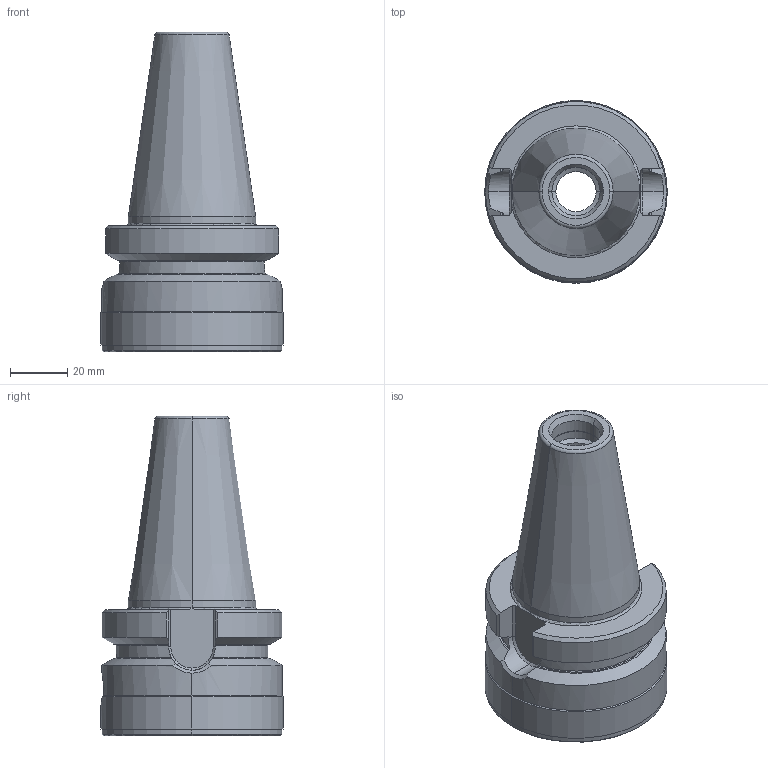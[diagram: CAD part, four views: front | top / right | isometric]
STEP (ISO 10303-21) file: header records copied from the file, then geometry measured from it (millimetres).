
FILE_DESCRIPTION(('no description'),'unknown implementation level');
FILE_NAME('9ED5062C-C81C-49AD-8384-73F75E9A2D88_export.stp',' ',('CIMSOURCE GmbH'),('CADClick - KiM GmbH - www.kimweb.de'),'unknown preprocess','ACIS','unknown authorization');
FILE_SCHEMA(('automotive_design'));
Length unit declared in the file: millimetre
Products named in the file (2): 326.160 Kaiser SK40 BT X CK6 X 85|690.436 Kaiser ETL M12 X 18 CK6_Standard;NONE; 326.160 Kaiser SK40 BT X CK6 X 85|326.160 Kaiser SK40 BT X CK6 X 85_Standard;NONE
Bounding box: 63.77 x 63.77 x 111.6 mm (x, y, z)
Volume: 128020.9 mm3; surface area: 32728.6 mm2
Topology: 2 solids, 2 shells, 162 faces, 399 edges, 242 vertices
Faces by surface type: cone 54, plane 52, cylinder 44, torus 10, bspline 2
Entity records: 9873 total; most frequent: CARTESIAN_POINT 1582, DIRECTION 805, STYLED_ITEM 801, PRESENTATION_STYLE_ASSIGNMENT 801, COLOUR_RGB 801, ORIENTED_EDGE 790, EDGE_CURVE 395, CURVE_STYLE 395
